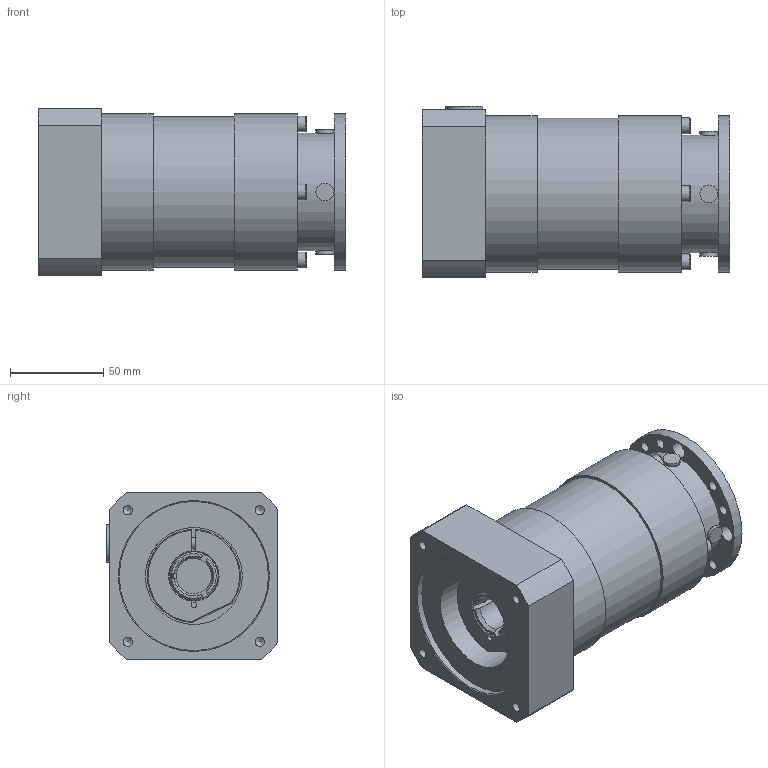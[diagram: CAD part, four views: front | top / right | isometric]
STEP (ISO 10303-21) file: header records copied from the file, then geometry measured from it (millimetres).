
FILE_DESCRIPTION(/* description */ ('EPL-H84/2-i=25-Ø19x40-Klemmn.-(Z80-Tk100-4xM6-Vk90)'),/* implementation_level */ '2;1');
FILE_NAME(/* name */ '40080323XI025E19SM465X-25-19-S-(Z80-Tk100-4xM6-Vk90).stp',/* time_stamp */ '2017-01-30T15:58:34+01:00',/* author */ ('ifriedrich'),/* organization */ ('Eisele'),/* preprocessor_version */ 'ST-DEVELOPER v15.6',/* originating_system */ 'Autodesk Inventor 2015',/* authorisation */ '');
FILE_SCHEMA (('AUTOMOTIVE_DESIGN { 1 0 10303 214 3 1 1 }'));
Length unit declared in the file: millimetre
Products named in the file (1): 40080323XI025E19SM465XK
Bounding box: 164.8 x 92 x 90 mm (x, y, z)
Volume: 834807.9 mm3; surface area: 95268.7 mm2
Topology: 1 solids, 13 shells, 386 faces, 989 edges, 633 vertices
Faces by surface type: plane 179, cylinder 132, cone 68, torus 7
Full cylindrical faces by diameter (mm): 2 x3, 2.5 x1, 4.134 x4, 4.917 x5, 5.5 x8, 6 x1, 6.6 x1, 7.8 x4, 8.376 x4, 8.5 x4, 8.9 x4, 9 x4, 9.5 x4, 10 x1, 10.2 x1, 11.8 x1, 14 x1, 19 x1, 20 x2, 30 x1, 42 x1, 46 x1, 52 x1, 55 x1, 60 x1, 63 x1, 80 x1, 81 x3, 84 x3
Entity records: 11812 total; most frequent: CARTESIAN_POINT 2844, DIRECTION 1768, ORIENTED_EDGE 1644, EDGE_CURVE 810, AXIS2_PLACEMENT_3D 717, EDGE_LOOP 574, VERTEX_POINT 568, FACE_OUTER_BOUND 386
